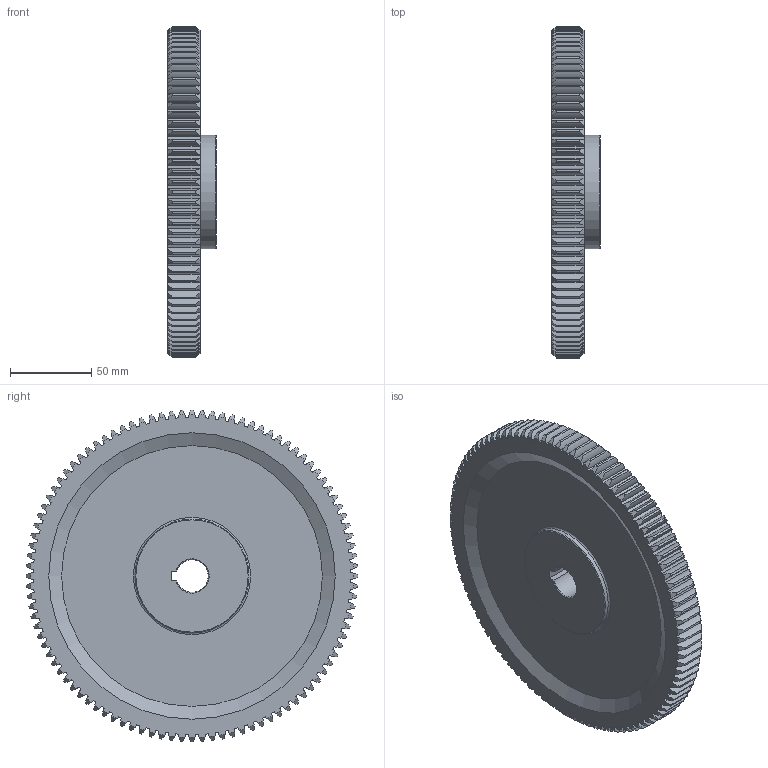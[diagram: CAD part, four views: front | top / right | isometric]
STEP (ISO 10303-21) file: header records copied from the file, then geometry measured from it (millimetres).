
FILE_DESCRIPTION( ( 'STEP AP214' ), '1' );
FILE_NAME( 'SS2-100J20_On.stp', '2020-10-08T06:47:37', ( 'License CC BY-ND 4.0' ), ( 'CADENAS' ), ' ', 'PARTsolutions', ' ' );
FILE_SCHEMA( ( 'AUTOMOTIVE_DESIGN { 1 0 10303 214 1 1 1 1 }' ) );
Length unit declared in the file: millimetre
Products named in the file (1): _SS2-100J20_On
Bounding box: 30 x 204 x 204 mm (x, y, z)
Volume: 504591.6 mm3; surface area: 92692.8 mm2
Topology: 1 solids, 1 shells, 628 faces, 1860 edges, 1237 vertices
Faces by surface type: cylinder 407, cone 210, plane 9, torus 2
Full cylindrical faces by diameter (mm): 4.134 x2, 70 x2
Entity records: 27074 total; most frequent: CARTESIAN_POINT 5097, DIRECTION 3714, ORIENTED_EDGE 3682, EDGE_CURVE 1841, AXIS2_PLACEMENT_3D 1652, VERTEX_POINT 1233, CIRCLE 1023, EDGE_LOOP 652
